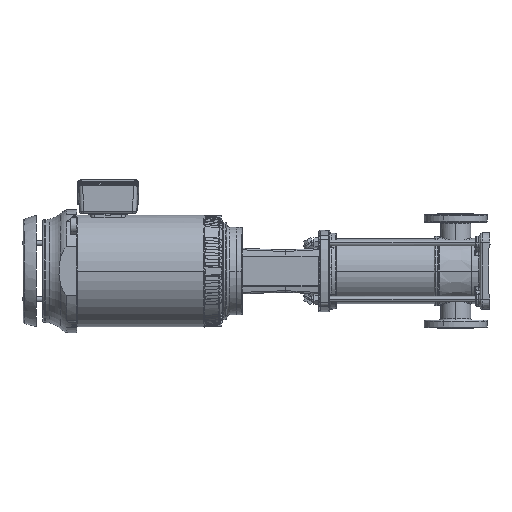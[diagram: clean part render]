
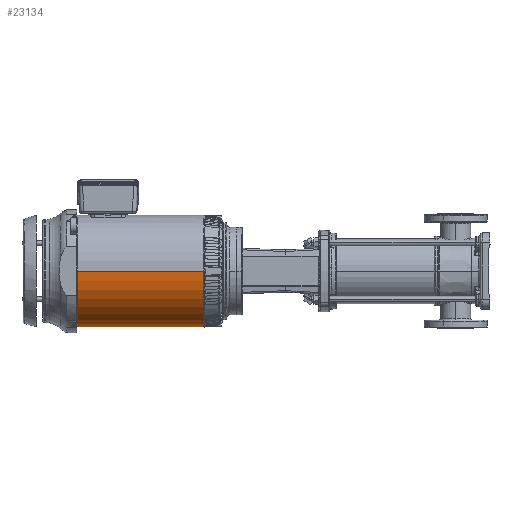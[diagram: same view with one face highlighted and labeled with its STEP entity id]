
A CAD part, left-side view. The second image highlights one B-rep face of the part: STEP entity #23134.
In plain terms, the highlighted cylindrical face has radius 146.3 mm (diameter 292.6 mm), a partial arc.
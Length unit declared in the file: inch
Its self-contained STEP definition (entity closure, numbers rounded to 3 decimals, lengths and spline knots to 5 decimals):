
#704 = LINE ( 'NONE', #58561, #159218 ) ;
#7710 = EDGE_CURVE ( 'NONE', #236986, #139322, #704, .T. ) ;
#9887 = AXIS2_PLACEMENT_3D ( 'NONE', #104446, #16285, #141895 ) ;
#15683 = AXIS2_PLACEMENT_3D ( 'NONE', #207910, #41283, #111354 ) ;
#16285 = DIRECTION ( 'NONE',  ( -1., 0., 0. ) ) ;
#20556 = LINE ( 'NONE', #238005, #167376 ) ;
#23134 = ADVANCED_FACE ( 'NONE', ( #77498 ), #169293, .T. ) ;
#24048 = CARTESIAN_POINT ( 'NONE',  ( 6.14489, -6.14528, 0. ) ) ;
#40473 = EDGE_CURVE ( 'NONE', #236986, #207996, #127329, .T. ) ;
#41283 = DIRECTION ( 'NONE',  ( -1., 0., 0. ) ) ;
#55112 = EDGE_CURVE ( 'NONE', #230599, #207996, #20556, .T. ) ;
#58561 = CARTESIAN_POINT ( 'NONE',  ( 43.94817, -0.38544, -5.75984 ) ) ;
#59097 = CARTESIAN_POINT ( 'NONE',  ( -6.84724, -6.14528, 0. ) ) ;
#64810 = CARTESIAN_POINT ( 'NONE',  ( -6.84724, -0.38544, -5.75984 ) ) ;
#66411 = ORIENTED_EDGE ( 'NONE', *, *, #55112, .F. ) ;
#69054 = ORIENTED_EDGE ( 'NONE', *, *, #7710, .F. ) ;
#70456 = DIRECTION ( 'NONE',  ( -1., 0., 0. ) ) ;
#73728 = DIRECTION ( 'NONE',  ( 1., 0., 0. ) ) ;
#77498 = FACE_OUTER_BOUND ( 'NONE', #169922, .T. ) ;
#104446 = CARTESIAN_POINT ( 'NONE',  ( -6.84724, -0.38544, 0. ) ) ;
#111354 = DIRECTION ( 'NONE',  ( 0., 0., 1. ) ) ;
#114092 = DIRECTION ( 'NONE',  ( -1., 0., 0. ) ) ;
#127329 = CIRCLE ( 'NONE', #227483, 5.75984 ) ;
#139322 = VERTEX_POINT ( 'NONE', #64810 ) ;
#141895 = DIRECTION ( 'NONE',  ( 0., -1., 0. ) ) ;
#159218 = VECTOR ( 'NONE', #114092, 39.37008 ) ;
#165017 = ORIENTED_EDGE ( 'NONE', *, *, #233167, .F. ) ;
#166999 = CARTESIAN_POINT ( 'NONE',  ( 6.14489, -0.38544, 0. ) ) ;
#167376 = VECTOR ( 'NONE', #73728, 39.37008 ) ;
#169293 = CYLINDRICAL_SURFACE ( 'NONE', #15683, 5.75984 ) ;
#169630 = ORIENTED_EDGE ( 'NONE', *, *, #40473, .T. ) ;
#169922 = EDGE_LOOP ( 'NONE', ( #69054, #169630, #66411, #165017 ) ) ;
#183896 = DIRECTION ( 'NONE',  ( 0., -1., 0. ) ) ;
#207910 = CARTESIAN_POINT ( 'NONE',  ( 43.94817, -0.38544, 0. ) ) ;
#207996 = VERTEX_POINT ( 'NONE', #24048 ) ;
#210368 = CIRCLE ( 'NONE', #9887, 5.75984 ) ;
#227483 = AXIS2_PLACEMENT_3D ( 'NONE', #166999, #70456, #183896 ) ;
#230599 = VERTEX_POINT ( 'NONE', #59097 ) ;
#231390 = CARTESIAN_POINT ( 'NONE',  ( 6.14489, -0.38544, -5.75984 ) ) ;
#233167 = EDGE_CURVE ( 'NONE', #139322, #230599, #210368, .T. ) ;
#236986 = VERTEX_POINT ( 'NONE', #231390 ) ;
#238005 = CARTESIAN_POINT ( 'NONE',  ( 43.94817, -6.14528, 0. ) ) ;
